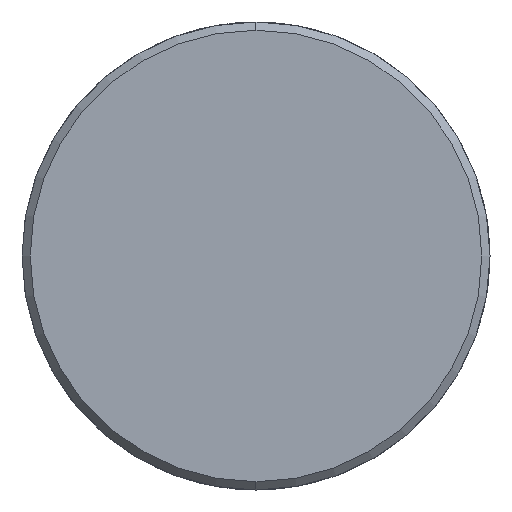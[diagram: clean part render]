
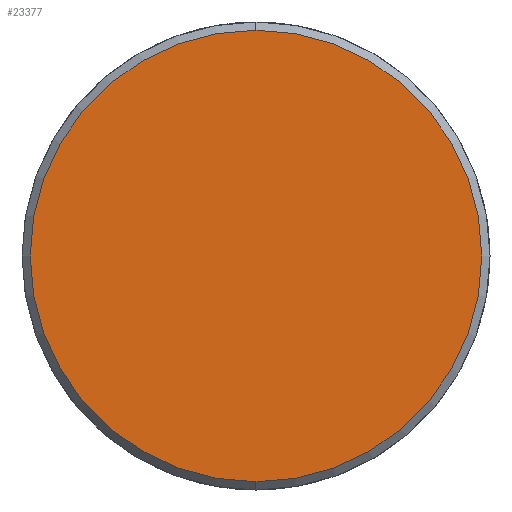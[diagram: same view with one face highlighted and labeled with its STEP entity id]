
A CAD part, left-side view. The second image highlights one B-rep face of the part: STEP entity #23377.
In plain terms, the highlighted planar face has unit normal (-1, 0, 0).
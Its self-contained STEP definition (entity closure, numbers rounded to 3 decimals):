
#23293=CARTESIAN_POINT('',(-53.472,0.,0.));
#23294=DIRECTION('',(-1.,0.,0.));
#23295=DIRECTION('',(0.,0.,-1.));
#23296=AXIS2_PLACEMENT_3D('',#23293,#23294,#23295);
#23345=CARTESIAN_POINT('',(-53.472,0.,0.));
#23346=DIRECTION('',(1.,0.,0.));
#23347=DIRECTION('',(0.,0.,-1.));
#23348=AXIS2_PLACEMENT_3D('',#23345,#23346,#23347);
#23354=CARTESIAN_POINT('',(-53.472,0.,-21.975));
#23355=CARTESIAN_POINT('',(-53.472,0.,21.975));
#23356=VERTEX_POINT('',#23354);
#23357=VERTEX_POINT('',#23355);
#23366=CARTESIAN_POINT('',(-53.472,0.,0.));
#23367=DIRECTION('',(-1.,0.,0.));
#23368=DIRECTION('',(0.,0.,1.));
#23369=AXIS2_PLACEMENT_3D('',#23366,#23367,#23368);
#23370=PLANE('',#23369);
#23372=ORIENTED_EDGE('',*,*,#23371,.F.);
#23374=ORIENTED_EDGE('',*,*,#23373,.T.);
#23375=EDGE_LOOP('',(#23372,#23374));
#23376=FACE_OUTER_BOUND('',#23375,.F.);
#23377=ADVANCED_FACE('',(#23376),#23370,.T.);
#23297=CIRCLE('',#23296,21.975);
#23349=CIRCLE('',#23348,21.975);
#23371=EDGE_CURVE('',#23356,#23357,#23297,.T.);
#23373=EDGE_CURVE('',#23356,#23357,#23349,.T.);
